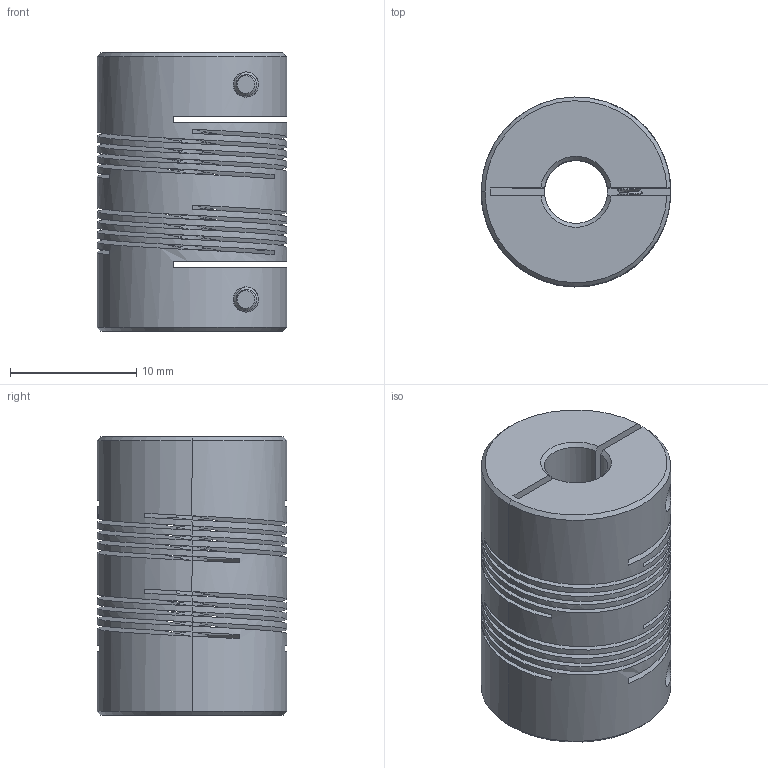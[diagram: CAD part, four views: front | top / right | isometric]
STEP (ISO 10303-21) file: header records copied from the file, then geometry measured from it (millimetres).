
FILE_DESCRIPTION (( 'STEP AP203' ), '1' );
FILE_NAME ('2463K3.step', '2014-07-28T17:57:11', ( '' ), ( '' ), 'SwSTEP 2.0', 'SolidWorks 2013', '' );
FILE_SCHEMA (( 'CONFIG_CONTROL_DESIGN' ));
Length unit declared in the file: millimetre
Products named in the file (1): 2463K3
Bounding box: 15 x 15 x 22 mm (x, y, z)
Volume: 2763.6 mm3; surface area: 5177.5 mm2
Topology: 3 solids, 3 shells, 217 faces, 627 edges, 408 vertices
Faces by surface type: cylinder 105, plane 58, cone 36, bspline 18
Entity records: 12109 total; most frequent: CARTESIAN_POINT 7086, ORIENTED_EDGE 1254, DIRECTION 833, EDGE_CURVE 627, VERTEX_POINT 408, AXIS2_PLACEMENT_3D 303, EDGE_LOOP 231, LINE 227
